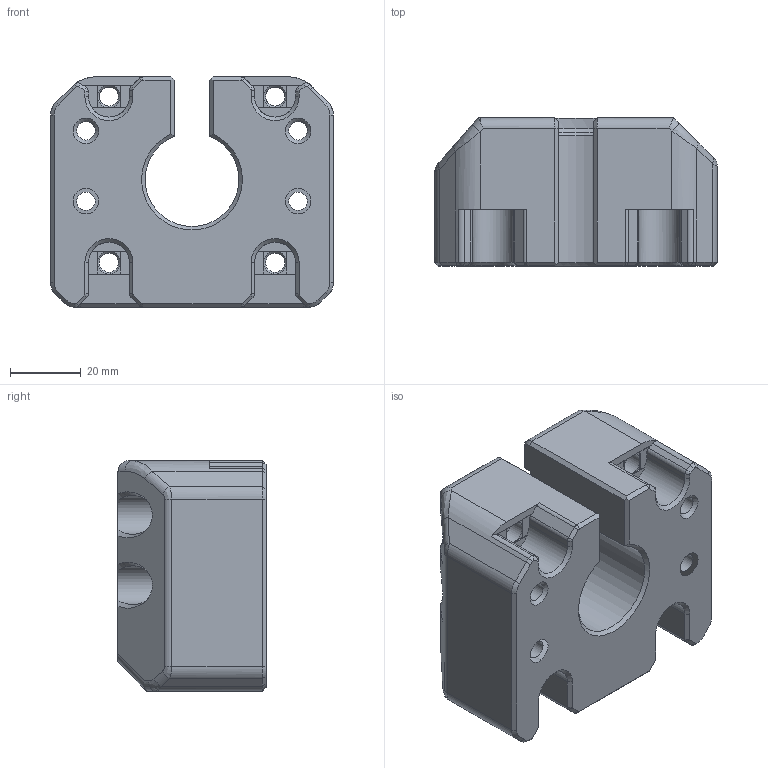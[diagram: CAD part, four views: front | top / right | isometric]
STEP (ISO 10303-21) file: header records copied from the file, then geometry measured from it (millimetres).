
FILE_DESCRIPTION(/* description */ (''),/* implementation_level */ '2;1');
FILE_NAME(/* name */ 'Y_Axis_Motor_Mount_x1.step',/* time_stamp */ '2024-04-24T21:06:40-07:00',/* author */ (''),/* organization */ (''),/* preprocessor_version */ 'ST-DEVELOPER v20',/* originating_system */ 'Autodesk Translation Framework v12.20.1.177',/* authorisation */ '');
FILE_SCHEMA (('AUTOMOTIVE_DESIGN { 1 0 10303 214 3 1 1 }'));
Length unit declared in the file: millimetre
Products named in the file (1): Y axis motor mount
Bounding box: 80 x 41.87 x 65.2 mm (x, y, z)
Volume: 142637.7 mm3; surface area: 29786.4 mm2
Topology: 1 solids, 1 shells, 236 faces, 609 edges, 369 vertices
Faces by surface type: plane 120, cylinder 60, cone 43, bspline 12, torus 1
Full cylindrical faces by diameter (mm): 5.2 x4, 5.4 x4, 6.45 x4, 11 x4
Entity records: 8331 total; most frequent: CARTESIAN_POINT 2502, DIRECTION 1226, ORIENTED_EDGE 1218, EDGE_CURVE 609, AXIS2_PLACEMENT_3D 421, LINE 384, VECTOR 384, VERTEX_POINT 369
